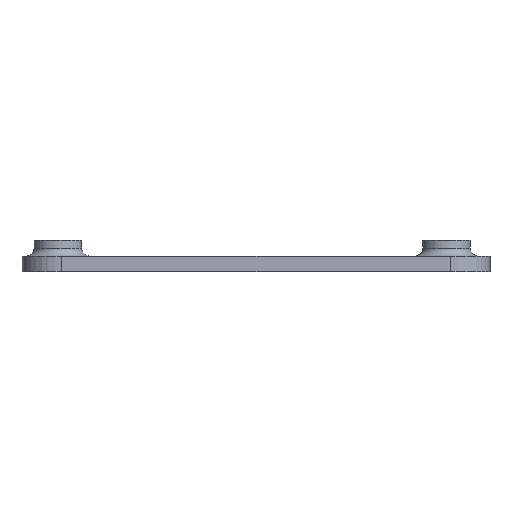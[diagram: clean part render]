
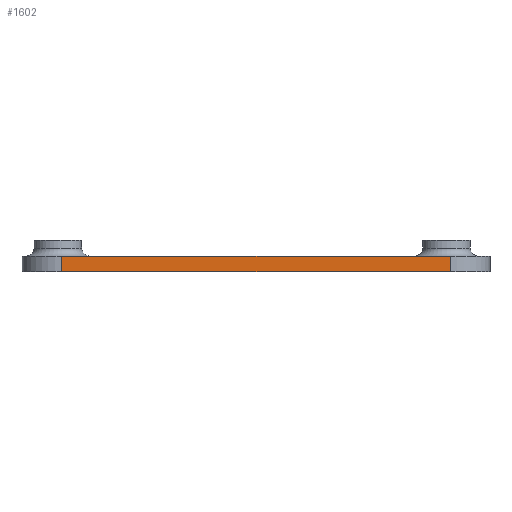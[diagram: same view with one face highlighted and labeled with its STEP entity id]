
A CAD part, left-side view. The second image highlights one B-rep face of the part: STEP entity #1602.
In plain terms, the highlighted planar face has unit normal (-1, 0, 0).
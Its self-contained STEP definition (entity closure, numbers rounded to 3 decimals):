
#89=PLANE('',#1823);
#108=LINE('',#2443,#204);
#174=LINE('',#2754,#270);
#179=LINE('',#2805,#275);
#185=LINE('',#2817,#281);
#204=VECTOR('',#1914,49.);
#270=VECTOR('',#2276,49.);
#275=VECTOR('',#2339,2.);
#281=VECTOR('',#2357,2.);
#430=FACE_OUTER_BOUND('',#574,.T.);
#574=EDGE_LOOP('',(#1478,#1479,#1480,#1481));
#716=VERTEX_POINT('',#2429);
#722=VERTEX_POINT('',#2441);
#817=VERTEX_POINT('',#2750);
#819=VERTEX_POINT('',#2753);
#877=EDGE_CURVE('',#716,#722,#108,.T.);
#1025=EDGE_CURVE('',#817,#819,#174,.T.);
#1045=EDGE_CURVE('',#716,#817,#179,.T.);
#1051=EDGE_CURVE('',#819,#722,#185,.T.);
#1478=ORIENTED_EDGE('',*,*,#1045,.F.);
#1479=ORIENTED_EDGE('',*,*,#877,.T.);
#1480=ORIENTED_EDGE('',*,*,#1051,.F.);
#1481=ORIENTED_EDGE('',*,*,#1025,.F.);
#1602=ADVANCED_FACE('',(#430),#89,.T.);
#1823=AXIS2_PLACEMENT_3D('',#2818,#2358,#2359);
#1914=DIRECTION('',(0.,-1.,0.));
#2276=DIRECTION('',(0.,-1.,0.));
#2339=DIRECTION('',(0.,0.,1.));
#2357=DIRECTION('',(0.,0.,-1.));
#2358=DIRECTION('center_axis',(-1.,0.,0.));
#2359=DIRECTION('ref_axis',(0.,-1.,0.));
#2429=CARTESIAN_POINT('',(0.,54.,0.));
#2441=CARTESIAN_POINT('',(0.,5.,0.));
#2443=CARTESIAN_POINT('',(0.,59.,0.));
#2750=CARTESIAN_POINT('',(0.,54.,2.));
#2753=CARTESIAN_POINT('',(0.,5.,2.));
#2754=CARTESIAN_POINT('',(0.,59.,2.));
#2805=CARTESIAN_POINT('',(0.,54.,0.));
#2817=CARTESIAN_POINT('',(0.,5.,0.));
#2818=CARTESIAN_POINT('Origin',(0.,59.,0.));
